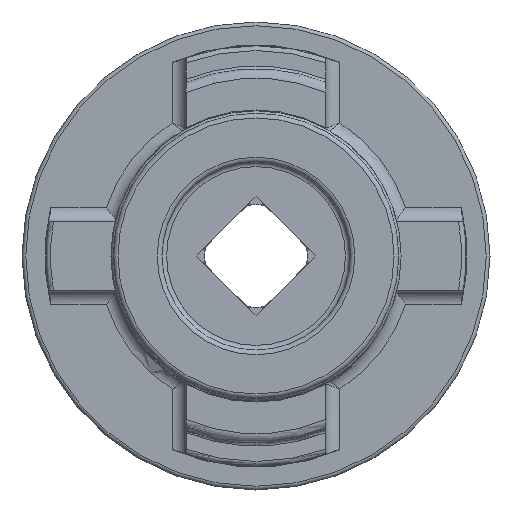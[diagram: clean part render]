
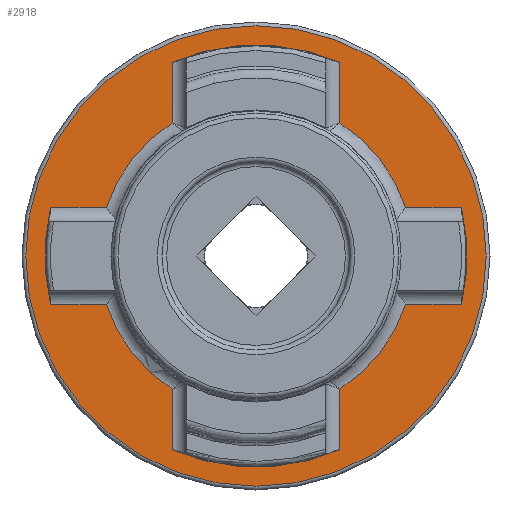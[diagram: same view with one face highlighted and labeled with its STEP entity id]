
A CAD part, left-side view. The second image highlights one B-rep face of the part: STEP entity #2918.
In plain terms, the highlighted planar face has unit normal (-1, 0, 0).
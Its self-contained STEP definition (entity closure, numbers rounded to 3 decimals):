
#8 = AXIS2_PLACEMENT_3D ( 'NONE', #3352, #3003, #1374 ) ;
#20 = VERTEX_POINT ( 'NONE', #2880 ) ;
#25 = AXIS2_PLACEMENT_3D ( 'NONE', #872, #99, #1126 ) ;
#72 = DIRECTION ( 'NONE',  ( -1., 0., 0. ) ) ;
#74 = CARTESIAN_POINT ( 'NONE',  ( 34.5, 0., 0. ) ) ;
#80 = VERTEX_POINT ( 'NONE', #2549 ) ;
#87 = CIRCLE ( 'NONE', #25, 22.55 ) ;
#99 = DIRECTION ( 'NONE',  ( -1., 0., 0. ) ) ;
#105 = CARTESIAN_POINT ( 'NONE',  ( 34.5, 15.983, 5.175 ) ) ;
#106 = AXIS2_PLACEMENT_3D ( 'NONE', #3274, #879, #392 ) ;
#126 = DIRECTION ( 'NONE',  ( 1., 0., 0. ) ) ;
#140 = CARTESIAN_POINT ( 'NONE',  ( 34.5, -8.95, 20.698 ) ) ;
#162 = CARTESIAN_POINT ( 'NONE',  ( 34.5, -21.948, 5.175 ) ) ;
#181 = LINE ( 'NONE', #2366, #1886 ) ;
#198 = CARTESIAN_POINT ( 'NONE',  ( 34.5, 22.55, -5.175 ) ) ;
#226 = CIRCLE ( 'NONE', #106, 16.8 ) ;
#244 = FACE_OUTER_BOUND ( 'NONE', #801, .T. ) ;
#273 = CARTESIAN_POINT ( 'NONE',  ( 34.5, -22.249, 5.175 ) ) ;
#284 = CARTESIAN_POINT ( 'NONE',  ( 34.5, 0., 0. ) ) ;
#324 = VERTEX_POINT ( 'NONE', #162 ) ;
#345 = VERTEX_POINT ( 'NONE', #2283 ) ;
#363 = VERTEX_POINT ( 'NONE', #3082 ) ;
#392 = DIRECTION ( 'NONE',  ( 0., 0., -1. ) ) ;
#418 = ORIENTED_EDGE ( 'NONE', *, *, #2357, .T. ) ;
#448 = ORIENTED_EDGE ( 'NONE', *, *, #1045, .T. ) ;
#458 = EDGE_CURVE ( 'NONE', #2590, #345, #226, .T. ) ;
#462 = VERTEX_POINT ( 'NONE', #866 ) ;
#464 = VERTEX_POINT ( 'NONE', #140 ) ;
#499 = ORIENTED_EDGE ( 'NONE', *, *, #2568, .T. ) ;
#519 = CARTESIAN_POINT ( 'NONE',  ( 34.5, 22.55, 5.175 ) ) ;
#544 = DIRECTION ( 'NONE',  ( -1., 0., 0. ) ) ;
#593 = DIRECTION ( 'NONE',  ( 0., 0., -1. ) ) ;
#621 = DIRECTION ( 'NONE',  ( 0., 0., -1. ) ) ;
#645 = LINE ( 'NONE', #519, #2133 ) ;
#664 = EDGE_CURVE ( 'NONE', #464, #2767, #1882, .T. ) ;
#683 = LINE ( 'NONE', #273, #1764 ) ;
#740 = CARTESIAN_POINT ( 'NONE',  ( 34.5, -14.852, -5.175 ) ) ;
#749 = ORIENTED_EDGE ( 'NONE', *, *, #1262, .F. ) ;
#753 = AXIS2_PLACEMENT_3D ( 'NONE', #74, #1932, #1135 ) ;
#785 = ORIENTED_EDGE ( 'NONE', *, *, #817, .T. ) ;
#790 = LINE ( 'NONE', #740, #2368 ) ;
#801 = EDGE_LOOP ( 'NONE', ( #1244 ) ) ;
#817 = EDGE_CURVE ( 'NONE', #345, #1036, #854, .T. ) ;
#854 = LINE ( 'NONE', #2312, #1226 ) ;
#860 = CARTESIAN_POINT ( 'NONE',  ( 34.5, 0., 0. ) ) ;
#866 = CARTESIAN_POINT ( 'NONE',  ( 34.5, 21.948, -5.175 ) ) ;
#872 = CARTESIAN_POINT ( 'NONE',  ( 34.5, 0., 0. ) ) ;
#875 = DIRECTION ( 'NONE',  ( 0., 0., -1. ) ) ;
#879 = DIRECTION ( 'NONE',  ( 1., 0., 0. ) ) ;
#884 = EDGE_CURVE ( 'NONE', #20, #1688, #1340, .T. ) ;
#993 = CIRCLE ( 'NONE', #1864, 22.55 ) ;
#1007 = DIRECTION ( 'NONE',  ( 0., 0., 1. ) ) ;
#1032 = EDGE_CURVE ( 'NONE', #2134, #80, #2454, .T. ) ;
#1036 = VERTEX_POINT ( 'NONE', #3001 ) ;
#1041 = AXIS2_PLACEMENT_3D ( 'NONE', #2748, #1398, #621 ) ;
#1045 = EDGE_CURVE ( 'NONE', #363, #2134, #1426, .T. ) ;
#1126 = DIRECTION ( 'NONE',  ( 0., 0., 1. ) ) ;
#1135 = DIRECTION ( 'NONE',  ( 0., 0., 1. ) ) ;
#1167 = CIRCLE ( 'NONE', #8, 22.55 ) ;
#1168 = DIRECTION ( 'NONE',  ( 0., 0., -1. ) ) ;
#1170 = CARTESIAN_POINT ( 'NONE',  ( 34.5, 0., 24.6 ) ) ;
#1172 = CARTESIAN_POINT ( 'NONE',  ( 34.5, -21.948, -5.175 ) ) ;
#1189 = VECTOR ( 'NONE', #1744, 1000. ) ;
#1202 = CIRCLE ( 'NONE', #753, 22.55 ) ;
#1213 = CARTESIAN_POINT ( 'NONE',  ( 34.5, 22.55, 0. ) ) ;
#1226 = VECTOR ( 'NONE', #1007, 1000. ) ;
#1244 = ORIENTED_EDGE ( 'NONE', *, *, #1955, .T. ) ;
#1249 = ORIENTED_EDGE ( 'NONE', *, *, #1032, .T. ) ;
#1262 = EDGE_CURVE ( 'NONE', #363, #3293, #1202, .T. ) ;
#1283 = VERTEX_POINT ( 'NONE', #1170 ) ;
#1310 = CARTESIAN_POINT ( 'NONE',  ( 34.5, -8.95, -20.698 ) ) ;
#1327 = ORIENTED_EDGE ( 'NONE', *, *, #664, .T. ) ;
#1340 = CIRCLE ( 'NONE', #2760, 16.8 ) ;
#1374 = DIRECTION ( 'NONE',  ( 0., 0., 1. ) ) ;
#1398 = DIRECTION ( 'NONE',  ( 1., 0., 0. ) ) ;
#1426 = LINE ( 'NONE', #1929, #2081 ) ;
#1491 = CARTESIAN_POINT ( 'NONE',  ( 34.5, -8.95, 13.364 ) ) ;
#1553 = ORIENTED_EDGE ( 'NONE', *, *, #2266, .T. ) ;
#1627 = ORIENTED_EDGE ( 'NONE', *, *, #2111, .F. ) ;
#1688 = VERTEX_POINT ( 'NONE', #2450 ) ;
#1722 = AXIS2_PLACEMENT_3D ( 'NONE', #860, #2986, #875 ) ;
#1735 = VERTEX_POINT ( 'NONE', #1172 ) ;
#1744 = DIRECTION ( 'NONE',  ( 0., 0., -1. ) ) ;
#1748 = CARTESIAN_POINT ( 'NONE',  ( 34.5, -15.983, 5.175 ) ) ;
#1764 = VECTOR ( 'NONE', #1858, 1000. ) ;
#1858 = DIRECTION ( 'NONE',  ( 0., -1., 0. ) ) ;
#1864 = AXIS2_PLACEMENT_3D ( 'NONE', #3005, #72, #3276 ) ;
#1877 = ORIENTED_EDGE ( 'NONE', *, *, #2928, .T. ) ;
#1882 = LINE ( 'NONE', #1491, #1189 ) ;
#1886 = VECTOR ( 'NONE', #3187, 1000. ) ;
#1929 = CARTESIAN_POINT ( 'NONE',  ( 34.5, 8.95, 0. ) ) ;
#1932 = DIRECTION ( 'NONE',  ( -1., 0., 0. ) ) ;
#1955 = EDGE_CURVE ( 'NONE', #1283, #1283, #3196, .T. ) ;
#1959 = CARTESIAN_POINT ( 'NONE',  ( 34.5, -8.95, 14.218 ) ) ;
#2070 = DIRECTION ( 'NONE',  ( 0., 1., 0. ) ) ;
#2081 = VECTOR ( 'NONE', #2801, 1000. ) ;
#2108 = DIRECTION ( 'NONE',  ( 0., 0., 1. ) ) ;
#2111 = EDGE_CURVE ( 'NONE', #1735, #324, #993, .T. ) ;
#2133 = VECTOR ( 'NONE', #2314, 1000. ) ;
#2134 = VERTEX_POINT ( 'NONE', #3347 ) ;
#2159 = ORIENTED_EDGE ( 'NONE', *, *, #2212, .T. ) ;
#2212 = EDGE_CURVE ( 'NONE', #3265, #2590, #645, .T. ) ;
#2266 = EDGE_CURVE ( 'NONE', #1735, #20, #790, .T. ) ;
#2283 = CARTESIAN_POINT ( 'NONE',  ( 34.5, 8.95, 14.218 ) ) ;
#2312 = CARTESIAN_POINT ( 'NONE',  ( 34.5, 8.95, 0. ) ) ;
#2314 = DIRECTION ( 'NONE',  ( 0., -1., 0. ) ) ;
#2342 = FACE_BOUND ( 'NONE', #2979, .T. ) ;
#2346 = EDGE_CURVE ( 'NONE', #3081, #324, #683, .T. ) ;
#2357 = EDGE_CURVE ( 'NONE', #1688, #3293, #181, .T. ) ;
#2361 = ORIENTED_EDGE ( 'NONE', *, *, #458, .T. ) ;
#2366 = CARTESIAN_POINT ( 'NONE',  ( 34.5, -8.95, -21.284 ) ) ;
#2368 = VECTOR ( 'NONE', #2070, 1000. ) ;
#2387 = CIRCLE ( 'NONE', #1041, 16.8 ) ;
#2401 = DIRECTION ( 'NONE',  ( 1., 0., 0. ) ) ;
#2450 = CARTESIAN_POINT ( 'NONE',  ( 34.5, -8.95, -14.218 ) ) ;
#2454 = CIRCLE ( 'NONE', #1722, 16.8 ) ;
#2521 = PLANE ( 'NONE',  #2855 ) ;
#2526 = ORIENTED_EDGE ( 'NONE', *, *, #2999, .F. ) ;
#2549 = CARTESIAN_POINT ( 'NONE',  ( 34.5, 15.983, -5.175 ) ) ;
#2568 = EDGE_CURVE ( 'NONE', #80, #462, #2779, .T. ) ;
#2590 = VERTEX_POINT ( 'NONE', #105 ) ;
#2713 = EDGE_CURVE ( 'NONE', #464, #1036, #87, .T. ) ;
#2748 = CARTESIAN_POINT ( 'NONE',  ( 34.5, 0., 0. ) ) ;
#2760 = AXIS2_PLACEMENT_3D ( 'NONE', #2951, #2401, #593 ) ;
#2767 = VERTEX_POINT ( 'NONE', #1959 ) ;
#2779 = LINE ( 'NONE', #198, #3405 ) ;
#2801 = DIRECTION ( 'NONE',  ( 0., 0., 1. ) ) ;
#2835 = DIRECTION ( 'NONE',  ( 0., 1., 0. ) ) ;
#2855 = AXIS2_PLACEMENT_3D ( 'NONE', #1213, #126, #1168 ) ;
#2880 = CARTESIAN_POINT ( 'NONE',  ( 34.5, -15.983, -5.175 ) ) ;
#2911 = AXIS2_PLACEMENT_3D ( 'NONE', #284, #544, #2108 ) ;
#2913 = CARTESIAN_POINT ( 'NONE',  ( 34.5, 21.948, 5.175 ) ) ;
#2918 = ADVANCED_FACE ( 'NONE', ( #244, #2342 ), #2521, .F. ) ;
#2928 = EDGE_CURVE ( 'NONE', #2767, #3081, #2387, .T. ) ;
#2951 = CARTESIAN_POINT ( 'NONE',  ( 34.5, 0., 0. ) ) ;
#2979 = EDGE_LOOP ( 'NONE', ( #3063, #1327, #1877, #3116, #1627, #1553, #3385, #418, #749, #448, #1249, #499, #2526, #2159, #2361, #785 ) ) ;
#2986 = DIRECTION ( 'NONE',  ( 1., 0., 0. ) ) ;
#2999 = EDGE_CURVE ( 'NONE', #3265, #462, #1167, .T. ) ;
#3001 = CARTESIAN_POINT ( 'NONE',  ( 34.5, 8.95, 20.698 ) ) ;
#3003 = DIRECTION ( 'NONE',  ( -1., 0., 0. ) ) ;
#3005 = CARTESIAN_POINT ( 'NONE',  ( 34.5, 0., 0. ) ) ;
#3063 = ORIENTED_EDGE ( 'NONE', *, *, #2713, .F. ) ;
#3081 = VERTEX_POINT ( 'NONE', #1748 ) ;
#3082 = CARTESIAN_POINT ( 'NONE',  ( 34.5, 8.95, -20.698 ) ) ;
#3116 = ORIENTED_EDGE ( 'NONE', *, *, #2346, .T. ) ;
#3187 = DIRECTION ( 'NONE',  ( 0., 0., -1. ) ) ;
#3196 = CIRCLE ( 'NONE', #2911, 24.6 ) ;
#3265 = VERTEX_POINT ( 'NONE', #2913 ) ;
#3274 = CARTESIAN_POINT ( 'NONE',  ( 34.5, 0., 0. ) ) ;
#3276 = DIRECTION ( 'NONE',  ( 0., 0., 1. ) ) ;
#3293 = VERTEX_POINT ( 'NONE', #1310 ) ;
#3347 = CARTESIAN_POINT ( 'NONE',  ( 34.5, 8.95, -14.218 ) ) ;
#3352 = CARTESIAN_POINT ( 'NONE',  ( 34.5, 0., 0. ) ) ;
#3385 = ORIENTED_EDGE ( 'NONE', *, *, #884, .T. ) ;
#3405 = VECTOR ( 'NONE', #2835, 1000. ) ;
